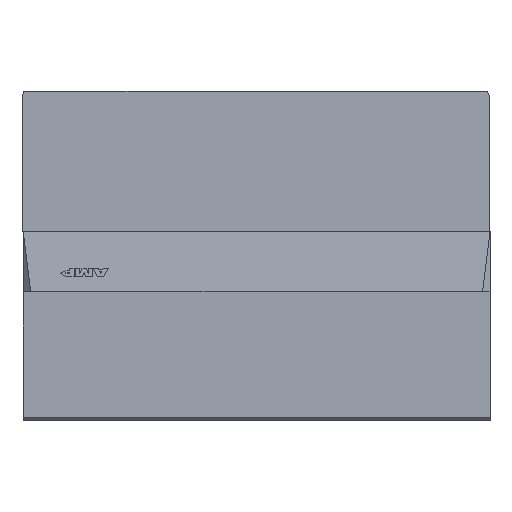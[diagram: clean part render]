
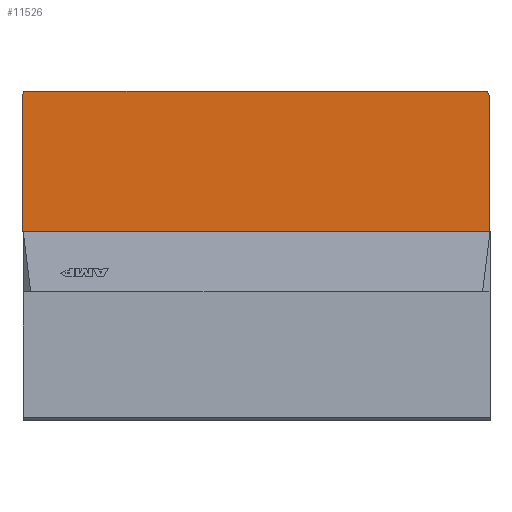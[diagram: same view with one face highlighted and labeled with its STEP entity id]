
A CAD part, top view. The second image highlights one B-rep face of the part: STEP entity #11526.
In plain terms, the highlighted planar face has unit normal (0, 0, 1).
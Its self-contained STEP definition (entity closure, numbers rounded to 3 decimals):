
#84=FACE_OUTER_BOUND($,#732,.T.);
#732=EDGE_LOOP($,(#7581,#7582,#7583,#7584,#7585,#7586,#7587));
#1393=LINE($,#15909,#3064);
#1398=LINE($,#15922,#3069);
#1406=LINE($,#15938,#3077);
#1418=LINE($,#15962,#3089);
#1426=LINE($,#15977,#3097);
#1427=LINE($,#15980,#3098);
#1428=LINE($,#15981,#3099);
#3064=VECTOR($,#12921,0.1);
#3069=VECTOR($,#12934,37.85);
#3077=VECTOR($,#12944,10.988);
#3089=VECTOR($,#12960,0.439);
#3097=VECTOR($,#12972,37.65);
#3098=VECTOR($,#12975,0.439);
#3099=VECTOR($,#12976,10.988);
#4718=VERTEX_POINT($,#15873);
#4735=VERTEX_POINT($,#15908);
#4739=VERTEX_POINT($,#15920);
#4746=VERTEX_POINT($,#15936);
#4756=VERTEX_POINT($,#15960);
#4761=VERTEX_POINT($,#15975);
#4762=VERTEX_POINT($,#15979);
#5853=EDGE_CURVE($,#4735,#4718,#1393,.T.);
#5860=EDGE_CURVE($,#4718,#4739,#1398,.T.);
#5868=EDGE_CURVE($,#4739,#4746,#1406,.T.);
#5880=EDGE_CURVE($,#4756,#4746,#1418,.T.);
#5888=EDGE_CURVE($,#4756,#4761,#1426,.T.);
#5889=EDGE_CURVE($,#4762,#4761,#1427,.T.);
#5890=EDGE_CURVE($,#4735,#4762,#1428,.T.);
#7581=ORIENTED_EDGE($,*,*,#5880,.F.);
#7582=ORIENTED_EDGE($,*,*,#5888,.T.);
#7583=ORIENTED_EDGE($,*,*,#5889,.F.);
#7584=ORIENTED_EDGE($,*,*,#5890,.F.);
#7585=ORIENTED_EDGE($,*,*,#5853,.T.);
#7586=ORIENTED_EDGE($,*,*,#5860,.T.);
#7587=ORIENTED_EDGE($,*,*,#5868,.T.);
#10881=PLANE($,#12259);
#11526=ADVANCED_FACE($,(#84),#10881,.T.);
#12259=AXIS2_PLACEMENT_3D($,#15978,#12973,#12974);
#12921=DIRECTION($,(1.,0.,0.));
#12934=DIRECTION($,(1.,0.,0.));
#12944=DIRECTION($,(0.,1.,0.));
#12960=DIRECTION($,(0.342,-0.94,0.));
#12972=DIRECTION($,(-1.,0.,0.));
#12973=DIRECTION('center_axis',(0.,0.,1.));
#12974=DIRECTION('ref_axis',(0.,-1.,0.));
#12975=DIRECTION($,(0.342,0.94,0.));
#12976=DIRECTION($,(0.,1.,0.));
#15873=CARTESIAN_POINT('',(-18.95,-6.,7.25));
#15908=CARTESIAN_POINT('',(-19.05,-6.,7.25));
#15909=CARTESIAN_POINT($,(-19.05,-6.,7.25));
#15920=CARTESIAN_POINT('',(18.9,-6.,7.25));
#15922=CARTESIAN_POINT($,(-18.95,-6.,7.25));
#15936=CARTESIAN_POINT('',(18.9,4.988,7.25));
#15938=CARTESIAN_POINT($,(18.9,-6.,7.25));
#15960=CARTESIAN_POINT('',(18.75,5.4,7.25));
#15962=CARTESIAN_POINT($,(18.75,5.4,7.25));
#15975=CARTESIAN_POINT('',(-18.9,5.4,7.25));
#15977=CARTESIAN_POINT($,(18.75,5.4,7.25));
#15978=CARTESIAN_POINT('Origin',(-19.05,5.4,7.25));
#15979=CARTESIAN_POINT('',(-19.05,4.988,7.25));
#15980=CARTESIAN_POINT($,(-19.05,4.988,7.25));
#15981=CARTESIAN_POINT($,(-19.05,-6.,7.25));
